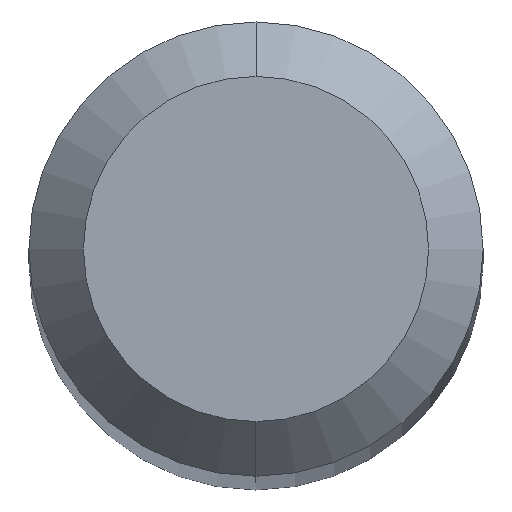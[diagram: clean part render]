
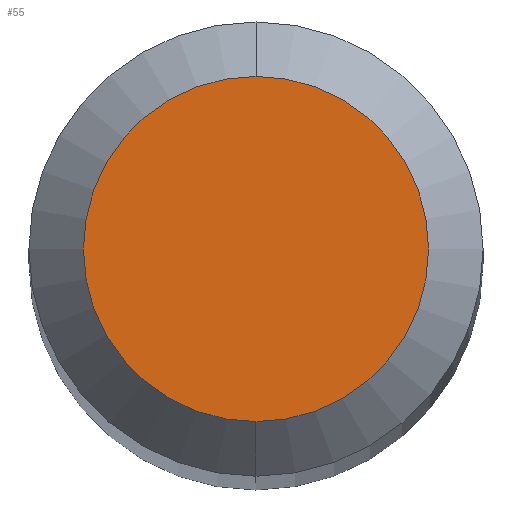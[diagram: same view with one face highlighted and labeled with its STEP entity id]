
A CAD part, top view. The second image highlights one B-rep face of the part: STEP entity #55.
In plain terms, the highlighted planar face has unit normal (0, 0, 1).
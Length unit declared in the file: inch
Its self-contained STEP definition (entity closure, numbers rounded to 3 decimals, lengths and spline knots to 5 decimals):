
#18 = DIRECTION ( 'NONE',  ( 0., 1., 0. ) ) ;
#47 = AXIS2_PLACEMENT_3D ( 'NONE', #168, #453, #18 ) ;
#51 = DIRECTION ( 'NONE',  ( 0., 0., 1. ) ) ;
#55 = ADVANCED_FACE ( 'NONE', ( #209 ), #350, .F. ) ;
#82 = DIRECTION ( 'NONE',  ( 0., -1., 0. ) ) ;
#108 = EDGE_CURVE ( 'NONE', #440, #488, #403, .T. ) ;
#168 = CARTESIAN_POINT ( 'NONE',  ( 0., 0.0475, 0. ) ) ;
#172 = AXIS2_PLACEMENT_3D ( 'NONE', #249, #210, #174 ) ;
#174 = DIRECTION ( 'NONE',  ( 0., -1., 0. ) ) ;
#209 = FACE_OUTER_BOUND ( 'NONE', #219, .T. ) ;
#210 = DIRECTION ( 'NONE',  ( 0., 0., 1. ) ) ;
#219 = EDGE_LOOP ( 'NONE', ( #313, #392 ) ) ;
#249 = CARTESIAN_POINT ( 'NONE',  ( 0., 0., 0. ) ) ;
#251 = CARTESIAN_POINT ( 'NONE',  ( 0., 0.0475, 0. ) ) ;
#313 = ORIENTED_EDGE ( 'NONE', *, *, #108, .T. ) ;
#331 = CIRCLE ( 'NONE', #447, 0.0475 ) ;
#350 = PLANE ( 'NONE',  #47 ) ;
#374 = CARTESIAN_POINT ( 'NONE',  ( 0., 0., 0. ) ) ;
#392 = ORIENTED_EDGE ( 'NONE', *, *, #432, .T. ) ;
#403 = CIRCLE ( 'NONE', #172, 0.0475 ) ;
#432 = EDGE_CURVE ( 'NONE', #488, #440, #331, .T. ) ;
#440 = VERTEX_POINT ( 'NONE', #251 ) ;
#447 = AXIS2_PLACEMENT_3D ( 'NONE', #374, #51, #82 ) ;
#453 = DIRECTION ( 'NONE',  ( 0., 0., -1. ) ) ;
#488 = VERTEX_POINT ( 'NONE', #490 ) ;
#490 = CARTESIAN_POINT ( 'NONE',  ( 0., -0.0475, 0. ) ) ;
